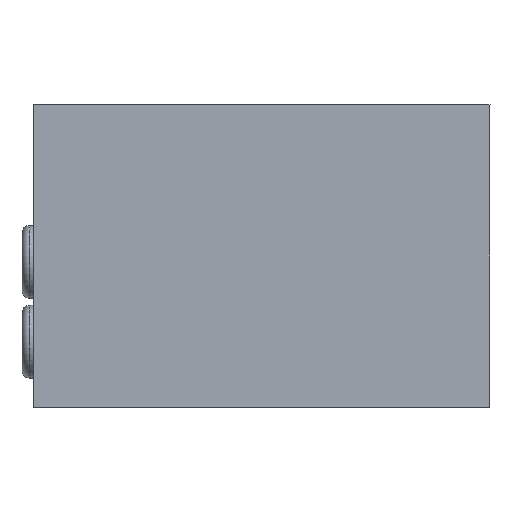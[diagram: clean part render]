
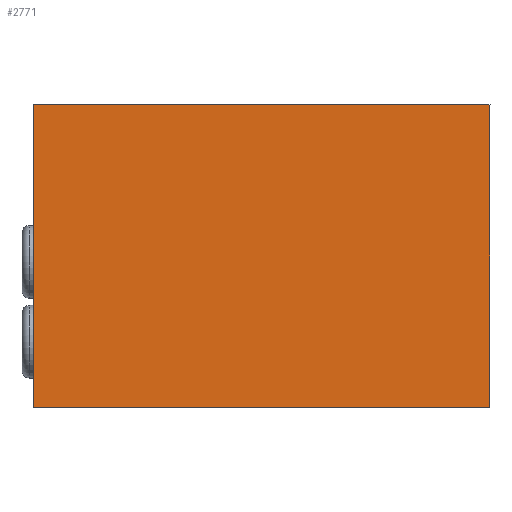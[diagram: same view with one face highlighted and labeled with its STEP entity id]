
A CAD part, front view. The second image highlights one B-rep face of the part: STEP entity #2771.
In plain terms, the highlighted planar face has unit normal (0, -1, 0).
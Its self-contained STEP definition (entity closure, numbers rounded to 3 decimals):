
#320=FACE_OUTER_BOUND('',#490,.T.);
#490=EDGE_LOOP('',(#2452,#2453,#2454,#2455));
#823=LINE('',#4309,#1162);
#826=LINE('',#4320,#1165);
#830=LINE('',#4328,#1169);
#831=LINE('',#4329,#1170);
#1162=VECTOR('',#3563,20.8);
#1165=VECTOR('',#3576,31.4);
#1169=VECTOR('',#3584,31.4);
#1170=VECTOR('',#3585,20.8);
#1418=VERTEX_POINT('',#4307);
#1419=VERTEX_POINT('',#4308);
#1422=VERTEX_POINT('',#4319);
#1424=VERTEX_POINT('',#4327);
#1763=EDGE_CURVE('',#1418,#1419,#823,.T.);
#1768=EDGE_CURVE('',#1419,#1422,#826,.T.);
#1772=EDGE_CURVE('',#1424,#1418,#830,.T.);
#1773=EDGE_CURVE('',#1422,#1424,#831,.T.);
#2452=ORIENTED_EDGE('',*,*,#1763,.F.);
#2453=ORIENTED_EDGE('',*,*,#1772,.F.);
#2454=ORIENTED_EDGE('',*,*,#1773,.F.);
#2455=ORIENTED_EDGE('',*,*,#1768,.F.);
#2625=PLANE('',#2934);
#2771=ADVANCED_FACE('',(#320),#2625,.T.);
#2934=AXIS2_PLACEMENT_3D('',#4326,#3582,#3583);
#3563=DIRECTION('',(0.,0.,-1.));
#3576=DIRECTION('',(-1.,0.,0.));
#3582=DIRECTION('center_axis',(0.,-1.,0.));
#3583=DIRECTION('ref_axis',(0.,0.,-1.));
#3584=DIRECTION('',(1.,0.,0.));
#3585=DIRECTION('',(0.,0.,1.));
#4307=CARTESIAN_POINT('',(15.7,0.,10.4));
#4308=CARTESIAN_POINT('',(15.7,0.,-10.4));
#4309=CARTESIAN_POINT('',(15.7,0.,10.4));
#4319=CARTESIAN_POINT('',(-15.7,0.,-10.4));
#4320=CARTESIAN_POINT('',(15.7,0.,-10.4));
#4326=CARTESIAN_POINT('Origin',(0.,0.,
0.));
#4327=CARTESIAN_POINT('',(-15.7,0.,10.4));
#4328=CARTESIAN_POINT('',(-15.7,0.,10.4));
#4329=CARTESIAN_POINT('',(-15.7,0.,-10.4));
